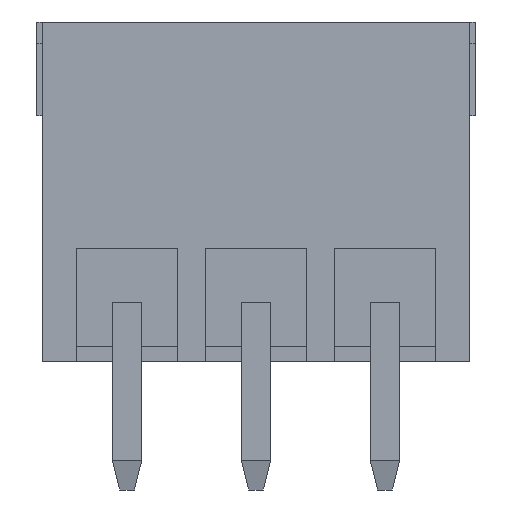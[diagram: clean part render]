
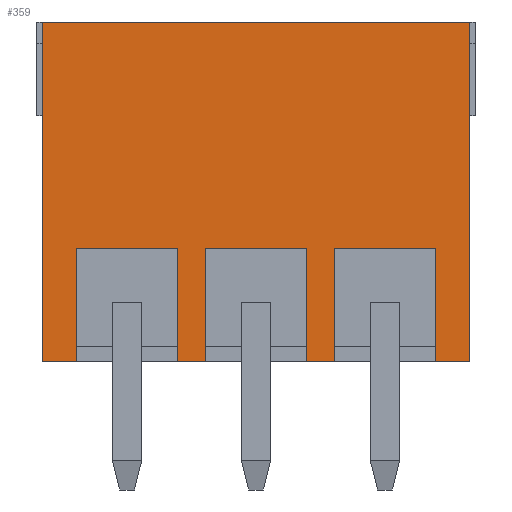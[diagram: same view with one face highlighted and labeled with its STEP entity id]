
A CAD part, front view. The second image highlights one B-rep face of the part: STEP entity #359.
In plain terms, the highlighted planar face has unit normal (0, -1, 0).
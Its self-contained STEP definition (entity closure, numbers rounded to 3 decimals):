
#359 = ADVANCED_FACE( '', ( #786 ), #787, .F. );
#786 = FACE_OUTER_BOUND( '', #1298, .T. );
#787 = PLANE( '', #1299 );
#1298 = EDGE_LOOP( '', ( #2138, #2139, #2140, #2141, #2142, #2143, #2144, #2145, #2146, #2147, #2148, #2149, #2150, #2151, #2152, #2153 ) );
#1299 = AXIS2_PLACEMENT_3D( '', #2154, #2155, #2156 );
#2138 = ORIENTED_EDGE( '', *, *, #3159, .F. );
#2139 = ORIENTED_EDGE( '', *, *, #3448, .F. );
#2140 = ORIENTED_EDGE( '', *, *, #3449, .F. );
#2141 = ORIENTED_EDGE( '', *, *, #3285, .T. );
#2142 = ORIENTED_EDGE( '', *, *, #3155, .F. );
#2143 = ORIENTED_EDGE( '', *, *, #3358, .F. );
#2144 = ORIENTED_EDGE( '', *, *, #3450, .F. );
#2145 = ORIENTED_EDGE( '', *, *, #3326, .T. );
#2146 = ORIENTED_EDGE( '', *, *, #3151, .F. );
#2147 = ORIENTED_EDGE( '', *, *, #3451, .F. );
#2148 = ORIENTED_EDGE( '', *, *, #3452, .F. );
#2149 = ORIENTED_EDGE( '', *, *, #3453, .T. );
#2150 = ORIENTED_EDGE( '', *, *, #3147, .F. );
#2151 = ORIENTED_EDGE( '', *, *, #3454, .F. );
#2152 = ORIENTED_EDGE( '', *, *, #3455, .T. );
#2153 = ORIENTED_EDGE( '', *, *, #3456, .T. );
#2154 = CARTESIAN_POINT( '', ( 5.8, -3.6, 4.6 ) );
#2155 = DIRECTION( '', ( 0., 1., 0. ) );
#2156 = DIRECTION( '', ( 0., 0., 1. ) );
#3147 = EDGE_CURVE( '', #3749, #3751, #3752, .T. );
#3151 = EDGE_CURVE( '', #3757, #3759, #3760, .T. );
#3155 = EDGE_CURVE( '', #3765, #3767, #3768, .T. );
#3159 = EDGE_CURVE( '', #3773, #3744, #3775, .T. );
#3285 = EDGE_CURVE( '', #3994, #3767, #3995, .T. );
#3326 = EDGE_CURVE( '', #4063, #3759, #4064, .T. );
#3358 = EDGE_CURVE( '', #4114, #3765, #4116, .T. );
#3448 = EDGE_CURVE( '', #4256, #3773, #4257, .T. );
#3449 = EDGE_CURVE( '', #3994, #4256, #4258, .F. );
#3450 = EDGE_CURVE( '', #4063, #4114, #4259, .F. );
#3451 = EDGE_CURVE( '', #4260, #3757, #4261, .T. );
#3452 = EDGE_CURVE( '', #4262, #4260, #4263, .F. );
#3453 = EDGE_CURVE( '', #4262, #3751, #4264, .T. );
#3454 = EDGE_CURVE( '', #4265, #3749, #4266, .T. );
#3455 = EDGE_CURVE( '', #4265, #4267, #4268, .T. );
#3456 = EDGE_CURVE( '', #4267, #3744, #4269, .T. );
#3744 = VERTEX_POINT( '', #4635 );
#3749 = VERTEX_POINT( '', #4642 );
#3751 = VERTEX_POINT( '', #4645 );
#3752 = LINE( '', #4646, #4647 );
#3757 = VERTEX_POINT( '', #4654 );
#3759 = VERTEX_POINT( '', #4657 );
#3760 = LINE( '', #4658, #4659 );
#3765 = VERTEX_POINT( '', #4666 );
#3767 = VERTEX_POINT( '', #4669 );
#3768 = LINE( '', #4670, #4671 );
#3773 = VERTEX_POINT( '', #4678 );
#3775 = LINE( '', #4681, #4682 );
#3994 = VERTEX_POINT( '', #4995 );
#3995 = LINE( '', #4996, #4997 );
#4063 = VERTEX_POINT( '', #5096 );
#4064 = LINE( '', #5097, #5098 );
#4114 = VERTEX_POINT( '', #5171 );
#4116 = LINE( '', #5174, #5175 );
#4256 = VERTEX_POINT( '', #5381 );
#4257 = LINE( '', #5382, #5383 );
#4258 = LINE( '', #5384, #5385 );
#4259 = LINE( '', #5386, #5387 );
#4260 = VERTEX_POINT( '', #5388 );
#4261 = LINE( '', #5389, #5390 );
#4262 = VERTEX_POINT( '', #5391 );
#4263 = LINE( '', #5392, #5393 );
#4264 = LINE( '', #5394, #5395 );
#4265 = VERTEX_POINT( '', #5396 );
#4266 = LINE( '', #5397, #5398 );
#4267 = VERTEX_POINT( '', #5399 );
#4268 = LINE( '', #5400, #5401 );
#4269 = LINE( '', #5402, #5403 );
#4635 = CARTESIAN_POINT( '', ( -5.8, -3.6, -4.6 ) );
#4642 = CARTESIAN_POINT( '', ( 5.8, -3.6, -4.6 ) );
#4645 = CARTESIAN_POINT( '', ( 4.875, -3.6, -4.6 ) );
#4646 = CARTESIAN_POINT( '', ( 5.8, -3.6, -4.6 ) );
#4647 = VECTOR( '', #5950, 1000. );
#4654 = CARTESIAN_POINT( '', ( 2.125, -3.6, -4.6 ) );
#4657 = CARTESIAN_POINT( '', ( 1.375, -3.6, -4.6 ) );
#4658 = CARTESIAN_POINT( '', ( 5.8, -3.6, -4.6 ) );
#4659 = VECTOR( '', #5954, 1000. );
#4666 = CARTESIAN_POINT( '', ( -1.375, -3.6, -4.6 ) );
#4669 = CARTESIAN_POINT( '', ( -2.125, -3.6, -4.6 ) );
#4670 = CARTESIAN_POINT( '', ( 5.8, -3.6, -4.6 ) );
#4671 = VECTOR( '', #5958, 1000. );
#4678 = CARTESIAN_POINT( '', ( -4.875, -3.6, -4.6 ) );
#4681 = CARTESIAN_POINT( '', ( 5.8, -3.6, -4.6 ) );
#4682 = VECTOR( '', #5962, 1000. );
#4995 = CARTESIAN_POINT( '', ( -2.125, -3.6, -1.55 ) );
#4996 = CARTESIAN_POINT( '', ( -2.125, -3.6, -1.55 ) );
#4997 = VECTOR( '', #6075, 1000. );
#5096 = CARTESIAN_POINT( '', ( 1.375, -3.6, -1.55 ) );
#5097 = CARTESIAN_POINT( '', ( 1.375, -3.6, -1.55 ) );
#5098 = VECTOR( '', #6113, 1000. );
#5171 = CARTESIAN_POINT( '', ( -1.375, -3.6, -1.55 ) );
#5174 = CARTESIAN_POINT( '', ( -1.375, -3.6, -1.55 ) );
#5175 = VECTOR( '', #6141, 1000. );
#5381 = CARTESIAN_POINT( '', ( -4.875, -3.6, -1.55 ) );
#5382 = CARTESIAN_POINT( '', ( -4.875, -3.6, -1.55 ) );
#5383 = VECTOR( '', #6220, 1000. );
#5384 = CARTESIAN_POINT( '', ( -4.875, -3.6, -1.55 ) );
#5385 = VECTOR( '', #6221, 1000. );
#5386 = CARTESIAN_POINT( '', ( -1.375, -3.6, -1.55 ) );
#5387 = VECTOR( '', #6222, 1000. );
#5388 = CARTESIAN_POINT( '', ( 2.125, -3.6, -1.55 ) );
#5389 = CARTESIAN_POINT( '', ( 2.125, -3.6, -1.55 ) );
#5390 = VECTOR( '', #6223, 1000. );
#5391 = CARTESIAN_POINT( '', ( 4.875, -3.6, -1.55 ) );
#5392 = CARTESIAN_POINT( '', ( 2.125, -3.6, -1.55 ) );
#5393 = VECTOR( '', #6224, 1000. );
#5394 = CARTESIAN_POINT( '', ( 4.875, -3.6, -1.55 ) );
#5395 = VECTOR( '', #6225, 1000. );
#5396 = CARTESIAN_POINT( '', ( 5.8, -3.6, 4.6 ) );
#5397 = CARTESIAN_POINT( '', ( 5.8, -3.6, 4.6 ) );
#5398 = VECTOR( '', #6226, 1000. );
#5399 = CARTESIAN_POINT( '', ( -5.8, -3.6, 4.6 ) );
#5400 = CARTESIAN_POINT( '', ( 5.8, -3.6, 4.6 ) );
#5401 = VECTOR( '', #6227, 1000. );
#5402 = CARTESIAN_POINT( '', ( -5.8, -3.6, 4.6 ) );
#5403 = VECTOR( '', #6228, 1000. );
#5950 = DIRECTION( '', ( -1., 0., 0. ) );
#5954 = DIRECTION( '', ( -1., 0., 0. ) );
#5958 = DIRECTION( '', ( -1., 0., 0. ) );
#5962 = DIRECTION( '', ( -1., 0., 0. ) );
#6075 = DIRECTION( '', ( 0., 0., -1. ) );
#6113 = DIRECTION( '', ( 0., 0., -1. ) );
#6141 = DIRECTION( '', ( 0., 0., -1. ) );
#6220 = DIRECTION( '', ( 0., 0., -1. ) );
#6221 = DIRECTION( '', ( 1., 0., 0. ) );
#6222 = DIRECTION( '', ( 1., 0., 0. ) );
#6223 = DIRECTION( '', ( 0., 0., -1. ) );
#6224 = DIRECTION( '', ( 1., 0., 0. ) );
#6225 = DIRECTION( '', ( 0., 0., -1. ) );
#6226 = DIRECTION( '', ( 0., 0., -1. ) );
#6227 = DIRECTION( '', ( -1., 0., 0. ) );
#6228 = DIRECTION( '', ( 0., 0., -1. ) );
